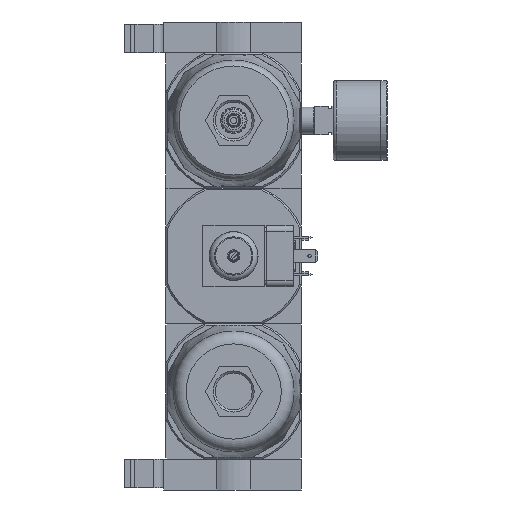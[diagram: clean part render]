
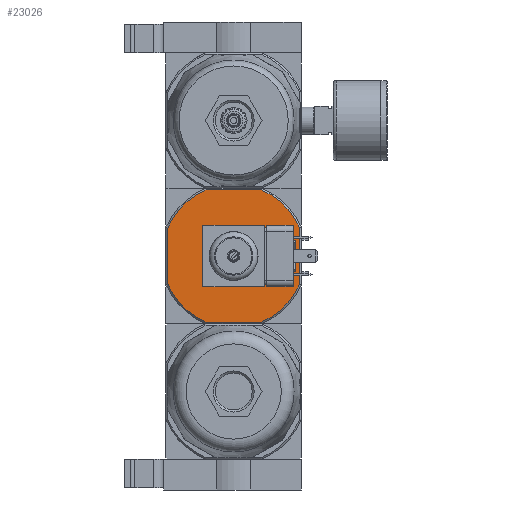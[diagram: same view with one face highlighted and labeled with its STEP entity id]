
A CAD part, front view. The second image highlights one B-rep face of the part: STEP entity #23026.
In plain terms, the highlighted planar face has unit normal (0, -1, 0).
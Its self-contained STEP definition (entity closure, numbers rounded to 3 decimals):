
#1803=CIRCLE('',#31955,6.579);
#1804=CIRCLE('',#31956,34.9);
#1805=CIRCLE('',#31957,34.9);
#1806=CIRCLE('',#31958,34.9);
#1807=CIRCLE('',#31959,34.9);
#5293=ORIENTED_EDGE('',*,*,#10443,.F.);
#5294=ORIENTED_EDGE('',*,*,#10444,.T.);
#5295=ORIENTED_EDGE('',*,*,#10445,.F.);
#5296=ORIENTED_EDGE('',*,*,#10439,.T.);
#5297=ORIENTED_EDGE('',*,*,#10446,.F.);
#5298=ORIENTED_EDGE('',*,*,#10447,.F.);
#5299=ORIENTED_EDGE('',*,*,#10448,.F.);
#5300=ORIENTED_EDGE('',*,*,#10449,.F.);
#5301=ORIENTED_EDGE('',*,*,#10450,.F.);
#10439=EDGE_CURVE('',#13299,#13300,#15232,.T.);
#10443=EDGE_CURVE('',#13303,#13303,#1803,.T.);
#10444=EDGE_CURVE('',#13304,#13305,#15234,.T.);
#10445=EDGE_CURVE('',#13299,#13305,#1804,.T.);
#10446=EDGE_CURVE('',#13306,#13300,#1805,.T.);
#10447=EDGE_CURVE('',#13307,#13306,#15235,.T.);
#10448=EDGE_CURVE('',#13308,#13307,#1806,.T.);
#10449=EDGE_CURVE('',#13309,#13308,#15236,.T.);
#10450=EDGE_CURVE('',#13304,#13309,#1807,.T.);
#13299=VERTEX_POINT('',#44084);
#13300=VERTEX_POINT('',#44085);
#13303=VERTEX_POINT('',#44099);
#13304=VERTEX_POINT('',#44101);
#13305=VERTEX_POINT('',#44102);
#13306=VERTEX_POINT('',#44105);
#13307=VERTEX_POINT('',#44107);
#13308=VERTEX_POINT('',#44109);
#13309=VERTEX_POINT('',#44111);
#15232=LINE('',#44083,#16959);
#15234=LINE('',#44100,#16961);
#15235=LINE('',#44106,#16962);
#15236=LINE('',#44110,#16963);
#16959=VECTOR('',#36443,1000.);
#16961=VECTOR('',#36449,1000.);
#16962=VECTOR('',#36454,1000.);
#16963=VECTOR('',#36457,1000.);
#18794=EDGE_LOOP('',(#5293));
#18795=EDGE_LOOP('',(#5294,#5295,#5296,#5297,#5298,#5299,#5300,#5301));
#20624=FACE_BOUND('',#18794,.T.);
#20625=FACE_BOUND('',#18795,.T.);
#21962=PLANE('',#31954);
#23026=ADVANCED_FACE('',(#20624,#20625),#21962,.F.);
#31954=AXIS2_PLACEMENT_3D('',#44097,#36445,#36446);
#31955=AXIS2_PLACEMENT_3D('',#44098,#36447,#36448);
#31956=AXIS2_PLACEMENT_3D('',#44103,#36450,#36451);
#31957=AXIS2_PLACEMENT_3D('',#44104,#36452,#36453);
#31958=AXIS2_PLACEMENT_3D('',#44108,#36455,#36456);
#31959=AXIS2_PLACEMENT_3D('',#44112,#36458,#36459);
#36443=DIRECTION('',(0.,0.,-1.));
#36445=DIRECTION('',(0.,1.,0.));
#36446=DIRECTION('',(0.,0.,1.));
#36447=DIRECTION('',(0.,-1.,0.));
#36448=DIRECTION('',(0.,0.,-1.));
#36449=DIRECTION('',(-1.,0.,0.));
#36450=DIRECTION('',(0.,1.,0.));
#36451=DIRECTION('',(-1.,0.,0.));
#36452=DIRECTION('',(0.,1.,0.));
#36453=DIRECTION('',(-1.,0.,0.));
#36454=DIRECTION('',(-1.,0.,0.));
#36455=DIRECTION('',(0.,1.,0.));
#36456=DIRECTION('',(-1.,0.,0.));
#36457=DIRECTION('',(0.,0.,-1.));
#36458=DIRECTION('',(0.,1.,0.));
#36459=DIRECTION('',(-1.,0.,0.));
#44083=CARTESIAN_POINT('',(-32.2,-33.,33.));
#44084=CARTESIAN_POINT('',(-32.2,-33.,13.46));
#44085=CARTESIAN_POINT('',(-32.2,-33.,-13.46));
#44097=CARTESIAN_POINT('',(-32.2,-33.,33.));
#44098=CARTESIAN_POINT('',(0.,-33.,0.));
#44099=CARTESIAN_POINT('',(0.,-33.,-6.579));
#44100=CARTESIAN_POINT('',(33.,-33.,32.2));
#44101=CARTESIAN_POINT('',(13.46,-33.,32.2));
#44102=CARTESIAN_POINT('',(-13.46,-33.,32.2));
#44103=CARTESIAN_POINT('',(0.,-33.,0.));
#44104=CARTESIAN_POINT('',(0.,-33.,0.));
#44105=CARTESIAN_POINT('',(-13.46,-33.,-32.2));
#44106=CARTESIAN_POINT('',(33.,-33.,-32.2));
#44107=CARTESIAN_POINT('',(13.46,-33.,-32.2));
#44108=CARTESIAN_POINT('',(0.,-33.,0.));
#44109=CARTESIAN_POINT('',(32.2,-33.,-13.46));
#44110=CARTESIAN_POINT('',(32.2,-33.,33.));
#44111=CARTESIAN_POINT('',(32.2,-33.,13.46));
#44112=CARTESIAN_POINT('',(0.,-33.,0.));
